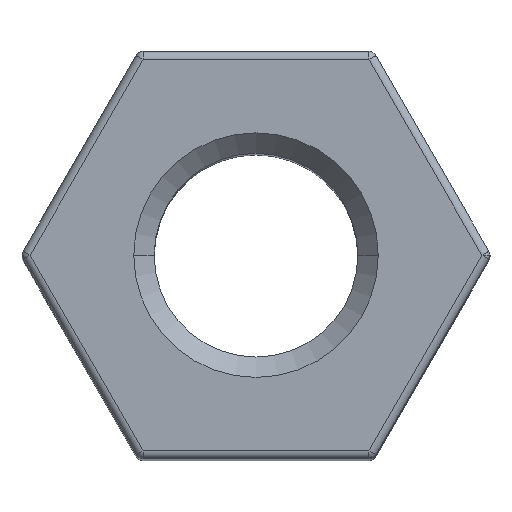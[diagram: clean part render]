
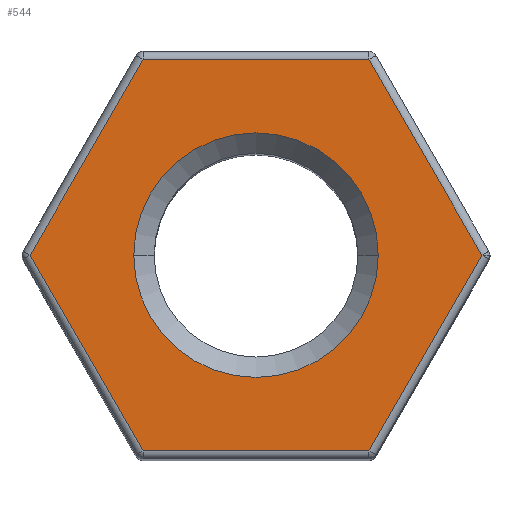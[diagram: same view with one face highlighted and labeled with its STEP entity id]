
A CAD part, top view. The second image highlights one B-rep face of the part: STEP entity #544.
In plain terms, the highlighted planar face has unit normal (0, 0, 1).
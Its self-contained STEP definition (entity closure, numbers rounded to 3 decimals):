
#9 = AXIS2_PLACEMENT_3D ( 'NONE', #1218, #1215, #1214 ) ;
#20 = VERTEX_POINT ( 'NONE', #743 ) ;
#144 = EDGE_CURVE ( 'NONE', #920, #1019, #724, .T. ) ;
#217 = EDGE_LOOP ( 'NONE', ( #248, #291, #333, #422, #437, #474 ) ) ;
#240 = EDGE_LOOP ( 'NONE', ( #507, #690 ) ) ;
#246 = VERTEX_POINT ( 'NONE', #1067 ) ;
#248 = ORIENTED_EDGE ( 'NONE', *, *, #564, .T. ) ;
#291 = ORIENTED_EDGE ( 'NONE', *, *, #569, .T. ) ;
#324 = CARTESIAN_POINT ( 'NONE',  ( 1.386, 2.4, 12. ) ) ;
#333 = ORIENTED_EDGE ( 'NONE', *, *, #570, .T. ) ;
#340 = CARTESIAN_POINT ( 'NONE',  ( -2.771, 0., 12. ) ) ;
#372 = CARTESIAN_POINT ( 'NONE',  ( 1.5, 0., 12. ) ) ;
#388 = VERTEX_POINT ( 'NONE', #959 ) ;
#422 = ORIENTED_EDGE ( 'NONE', *, *, #580, .T. ) ;
#437 = ORIENTED_EDGE ( 'NONE', *, *, #590, .T. ) ;
#469 = VECTOR ( 'NONE', #770, 1000. ) ;
#474 = ORIENTED_EDGE ( 'NONE', *, *, #591, .T. ) ;
#503 = CIRCLE ( 'NONE', #506, 1.5 ) ;
#506 = AXIS2_PLACEMENT_3D ( 'NONE', #736, #734, #732 ) ;
#507 = ORIENTED_EDGE ( 'NONE', *, *, #144, .T. ) ;
#518 = VECTOR ( 'NONE', #794, 1000. ) ;
#524 = AXIS2_PLACEMENT_3D ( 'NONE', #873, #874, #865 ) ;
#544 = ADVANCED_FACE ( 'NONE', ( #902, #965 ), #869, .T. ) ;
#555 = VECTOR ( 'NONE', #801, 1000. ) ;
#564 = EDGE_CURVE ( 'NONE', #968, #20, #848, .T. ) ;
#569 = EDGE_CURVE ( 'NONE', #20, #961, #756, .T. ) ;
#570 = EDGE_CURVE ( 'NONE', #961, #246, #782, .T. ) ;
#571 = LINE ( 'NONE', #774, #469 ) ;
#580 = EDGE_CURVE ( 'NONE', #246, #388, #702, .T. ) ;
#590 = EDGE_CURVE ( 'NONE', #388, #604, #670, .T. ) ;
#591 = EDGE_CURVE ( 'NONE', #604, #968, #571, .T. ) ;
#598 = EDGE_CURVE ( 'NONE', #1019, #920, #503, .T. ) ;
#601 = CARTESIAN_POINT ( 'NONE',  ( -1.5, 0., 12. ) ) ;
#604 = VERTEX_POINT ( 'NONE', #772 ) ;
#670 = LINE ( 'NONE', #798, #518 ) ;
#687 = VECTOR ( 'NONE', #800, 1000. ) ;
#690 = ORIENTED_EDGE ( 'NONE', *, *, #598, .T. ) ;
#702 = LINE ( 'NONE', #792, #555 ) ;
#724 = CIRCLE ( 'NONE', #9, 1.5 ) ;
#732 = DIRECTION ( 'NONE',  ( 1., 0., 0. ) ) ;
#734 = DIRECTION ( 'NONE',  ( 0., 0., -1. ) ) ;
#736 = CARTESIAN_POINT ( 'NONE',  ( 0., 0., 12. ) ) ;
#743 = CARTESIAN_POINT ( 'NONE',  ( -1.386, 2.4, 12. ) ) ;
#756 = LINE ( 'NONE', #818, #870 ) ;
#770 = DIRECTION ( 'NONE',  ( -0.5, 0.866, 0. ) ) ;
#772 = CARTESIAN_POINT ( 'NONE',  ( 2.771, 0., 12. ) ) ;
#774 = CARTESIAN_POINT ( 'NONE',  ( 1.357, 2.45, 12. ) ) ;
#782 = LINE ( 'NONE', #806, #687 ) ;
#792 = CARTESIAN_POINT ( 'NONE',  ( 1.443, -2.4, 12. ) ) ;
#794 = DIRECTION ( 'NONE',  ( 0.5, 0.866, 0. ) ) ;
#798 = CARTESIAN_POINT ( 'NONE',  ( 2.8, 0.05, 12. ) ) ;
#800 = DIRECTION ( 'NONE',  ( 0.5, -0.866, 0. ) ) ;
#801 = DIRECTION ( 'NONE',  ( 1., 0., 0. ) ) ;
#806 = CARTESIAN_POINT ( 'NONE',  ( -1.357, -2.45, 12. ) ) ;
#818 = CARTESIAN_POINT ( 'NONE',  ( -2.8, -0.05, 12. ) ) ;
#831 = DIRECTION ( 'NONE',  ( -0.5, -0.866, 0. ) ) ;
#846 = CARTESIAN_POINT ( 'NONE',  ( -1.443, 2.4, 12. ) ) ;
#848 = LINE ( 'NONE', #846, #1018 ) ;
#852 = DIRECTION ( 'NONE',  ( -1., 0., 0. ) ) ;
#865 = DIRECTION ( 'NONE',  ( 1., 0., 0. ) ) ;
#869 = PLANE ( 'NONE',  #524 ) ;
#870 = VECTOR ( 'NONE', #831, 1000. ) ;
#873 = CARTESIAN_POINT ( 'NONE',  ( 2.887, 0., 12. ) ) ;
#874 = DIRECTION ( 'NONE',  ( 0., 0., 1. ) ) ;
#902 = FACE_OUTER_BOUND ( 'NONE', #217, .T. ) ;
#920 = VERTEX_POINT ( 'NONE', #372 ) ;
#959 = CARTESIAN_POINT ( 'NONE',  ( 1.386, -2.4, 12. ) ) ;
#961 = VERTEX_POINT ( 'NONE', #340 ) ;
#965 = FACE_BOUND ( 'NONE', #240, .T. ) ;
#968 = VERTEX_POINT ( 'NONE', #324 ) ;
#1018 = VECTOR ( 'NONE', #852, 1000. ) ;
#1019 = VERTEX_POINT ( 'NONE', #601 ) ;
#1067 = CARTESIAN_POINT ( 'NONE',  ( -1.386, -2.4, 12. ) ) ;
#1214 = DIRECTION ( 'NONE',  ( 1., 0., 0. ) ) ;
#1215 = DIRECTION ( 'NONE',  ( 0., 0., -1. ) ) ;
#1218 = CARTESIAN_POINT ( 'NONE',  ( 0., 0., 12. ) ) ;
